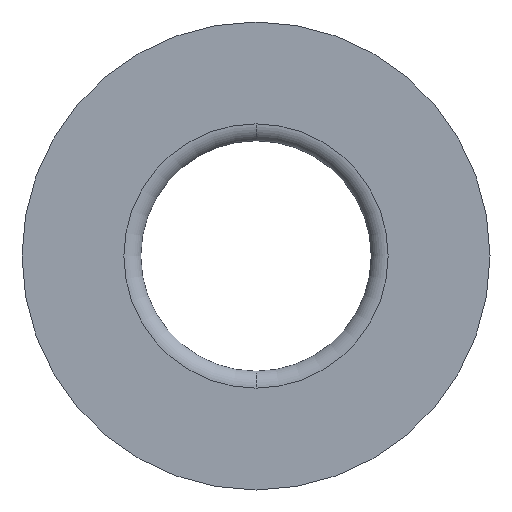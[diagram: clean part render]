
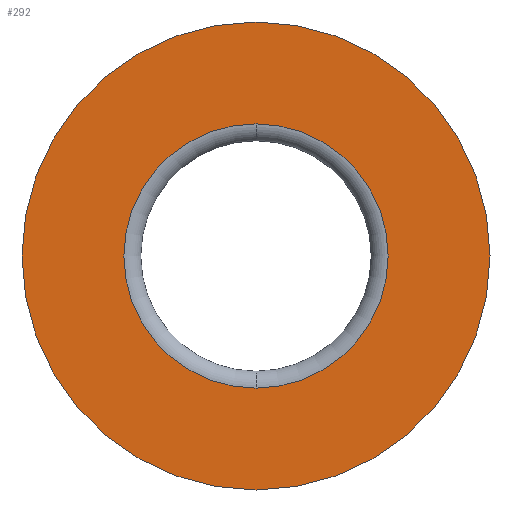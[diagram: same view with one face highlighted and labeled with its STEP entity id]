
A CAD part, front view. The second image highlights one B-rep face of the part: STEP entity #292.
In plain terms, the highlighted planar face has unit normal (0, -1, 0).
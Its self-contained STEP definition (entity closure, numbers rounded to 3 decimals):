
#4 = PLANE ( 'NONE',  #219 ) ;
#30 = CARTESIAN_POINT ( 'NONE',  ( 0., 0., 22.028 ) ) ;
#35 = CARTESIAN_POINT ( 'NONE',  ( 0., 0., 0. ) ) ;
#41 = CARTESIAN_POINT ( 'NONE',  ( -39., 0., 0. ) ) ;
#43 = DIRECTION ( 'NONE',  ( 0., 1., 0. ) ) ;
#63 = CIRCLE ( 'NONE', #156, 39. ) ;
#64 = CARTESIAN_POINT ( 'NONE',  ( 0., 0., 39. ) ) ;
#66 = CIRCLE ( 'NONE', #313, 22.028 ) ;
#71 = DIRECTION ( 'NONE',  ( 0., 1., 0. ) ) ;
#83 = VERTEX_POINT ( 'NONE', #30 ) ;
#101 = EDGE_CURVE ( 'NONE', #204, #287, #230, .T. ) ;
#107 = CARTESIAN_POINT ( 'NONE',  ( 0., 0., 0. ) ) ;
#119 = EDGE_LOOP ( 'NONE', ( #312, #259 ) ) ;
#134 = CARTESIAN_POINT ( 'NONE',  ( 0., 0., -39. ) ) ;
#139 = DIRECTION ( 'NONE',  ( 0., 0., 1. ) ) ;
#140 = ORIENTED_EDGE ( 'NONE', *, *, #262, .T. ) ;
#156 = AXIS2_PLACEMENT_3D ( 'NONE', #107, #43, #254 ) ;
#157 = CIRCLE ( 'NONE', #427, 22.028 ) ;
#158 = DIRECTION ( 'NONE',  ( 0., 0., 1. ) ) ;
#172 = CARTESIAN_POINT ( 'NONE',  ( 0., 0., 0. ) ) ;
#202 = FACE_BOUND ( 'NONE', #283, .T. ) ;
#204 = VERTEX_POINT ( 'NONE', #134 ) ;
#219 = AXIS2_PLACEMENT_3D ( 'NONE', #41, #244, #375 ) ;
#224 = CARTESIAN_POINT ( 'NONE',  ( 0., 0., 0. ) ) ;
#230 = CIRCLE ( 'NONE', #284, 39. ) ;
#243 = DIRECTION ( 'NONE',  ( 0., 1., 0. ) ) ;
#244 = DIRECTION ( 'NONE',  ( 0., -1., 0. ) ) ;
#245 = VERTEX_POINT ( 'NONE', #399 ) ;
#254 = DIRECTION ( 'NONE',  ( 0., 0., 1. ) ) ;
#259 = ORIENTED_EDGE ( 'NONE', *, *, #101, .F. ) ;
#262 = EDGE_CURVE ( 'NONE', #245, #83, #66, .T. ) ;
#283 = EDGE_LOOP ( 'NONE', ( #309, #140 ) ) ;
#284 = AXIS2_PLACEMENT_3D ( 'NONE', #224, #321, #158 ) ;
#287 = VERTEX_POINT ( 'NONE', #64 ) ;
#292 = ADVANCED_FACE ( 'NONE', ( #202, #300 ), #4, .T. ) ;
#300 = FACE_OUTER_BOUND ( 'NONE', #119, .T. ) ;
#305 = EDGE_CURVE ( 'NONE', #83, #245, #157, .T. ) ;
#309 = ORIENTED_EDGE ( 'NONE', *, *, #305, .T. ) ;
#312 = ORIENTED_EDGE ( 'NONE', *, *, #418, .F. ) ;
#313 = AXIS2_PLACEMENT_3D ( 'NONE', #35, #243, #139 ) ;
#321 = DIRECTION ( 'NONE',  ( 0., 1., 0. ) ) ;
#375 = DIRECTION ( 'NONE',  ( 0., 0., -1. ) ) ;
#399 = CARTESIAN_POINT ( 'NONE',  ( 0., 0., -22.028 ) ) ;
#400 = DIRECTION ( 'NONE',  ( 0., 0., 1. ) ) ;
#418 = EDGE_CURVE ( 'NONE', #287, #204, #63, .T. ) ;
#427 = AXIS2_PLACEMENT_3D ( 'NONE', #172, #71, #400 ) ;
